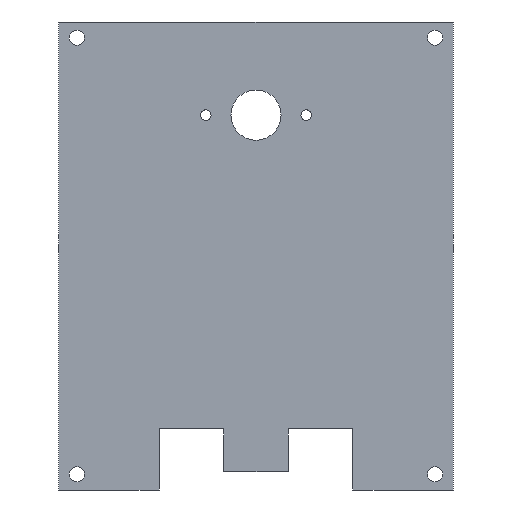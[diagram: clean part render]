
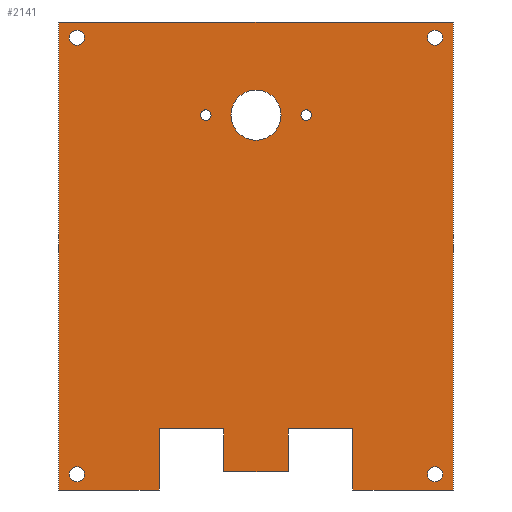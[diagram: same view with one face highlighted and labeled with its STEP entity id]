
A CAD part, left-side view. The second image highlights one B-rep face of the part: STEP entity #2141.
In plain terms, the highlighted planar face has unit normal (-1, 0, 0).
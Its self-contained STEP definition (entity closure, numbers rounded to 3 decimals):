
#18=FACE_BOUND('',#365,.T.);
#19=FACE_BOUND('',#366,.T.);
#20=FACE_BOUND('',#367,.T.);
#21=FACE_BOUND('',#368,.T.);
#22=FACE_BOUND('',#369,.T.);
#23=FACE_BOUND('',#370,.T.);
#24=FACE_BOUND('',#371,.T.);
#53=CIRCLE('',#2296,1.09);
#55=CIRCLE('',#2299,1.09);
#58=CIRCLE('',#2303,1.6);
#60=CIRCLE('',#2306,1.6);
#62=CIRCLE('',#2309,5.25);
#64=CIRCLE('',#2312,1.6);
#66=CIRCLE('',#2315,1.6);
#238=FACE_OUTER_BOUND('',#364,.T.);
#364=EDGE_LOOP('',(#1904,#1905,#1906,#1907,#1908,#1909,#1910,#1911,#1912,
#1913,#1914,#1915));
#365=EDGE_LOOP('',(#1916));
#366=EDGE_LOOP('',(#1917));
#367=EDGE_LOOP('',(#1918));
#368=EDGE_LOOP('',(#1919));
#369=EDGE_LOOP('',(#1920));
#370=EDGE_LOOP('',(#1921));
#371=EDGE_LOOP('',(#1922));
#591=LINE('',#3423,#846);
#595=LINE('',#3431,#850);
#598=LINE('',#3437,#853);
#601=LINE('',#3443,#856);
#604=LINE('',#3449,#859);
#607=LINE('',#3455,#862);
#610=LINE('',#3461,#865);
#613=LINE('',#3467,#868);
#616=LINE('',#3473,#871);
#619=LINE('',#3479,#874);
#622=LINE('',#3485,#877);
#625=LINE('',#3490,#880);
#846=VECTOR('',#2834,10.);
#850=VECTOR('',#2840,10.);
#853=VECTOR('',#2845,10.);
#856=VECTOR('',#2850,10.);
#859=VECTOR('',#2855,10.);
#862=VECTOR('',#2860,10.);
#865=VECTOR('',#2865,10.);
#868=VECTOR('',#2870,10.);
#871=VECTOR('',#2875,10.);
#874=VECTOR('',#2880,10.);
#877=VECTOR('',#2885,10.);
#880=VECTOR('',#2890,10.);
#1030=VERTEX_POINT('',#3379);
#1032=VERTEX_POINT('',#3385);
#1035=VERTEX_POINT('',#3393);
#1037=VERTEX_POINT('',#3399);
#1039=VERTEX_POINT('',#3405);
#1041=VERTEX_POINT('',#3411);
#1043=VERTEX_POINT('',#3417);
#1044=VERTEX_POINT('',#3421);
#1045=VERTEX_POINT('',#3422);
#1048=VERTEX_POINT('',#3430);
#1050=VERTEX_POINT('',#3436);
#1052=VERTEX_POINT('',#3442);
#1054=VERTEX_POINT('',#3448);
#1056=VERTEX_POINT('',#3454);
#1058=VERTEX_POINT('',#3460);
#1060=VERTEX_POINT('',#3466);
#1062=VERTEX_POINT('',#3472);
#1064=VERTEX_POINT('',#3478);
#1066=VERTEX_POINT('',#3484);
#1296=EDGE_CURVE('',#1030,#1030,#53,.T.);
#1299=EDGE_CURVE('',#1032,#1032,#55,.T.);
#1304=EDGE_CURVE('',#1035,#1035,#58,.T.);
#1307=EDGE_CURVE('',#1037,#1037,#60,.T.);
#1310=EDGE_CURVE('',#1039,#1039,#62,.T.);
#1313=EDGE_CURVE('',#1041,#1041,#64,.T.);
#1316=EDGE_CURVE('',#1043,#1043,#66,.T.);
#1317=EDGE_CURVE('',#1044,#1045,#591,.T.);
#1321=EDGE_CURVE('',#1045,#1048,#595,.T.);
#1324=EDGE_CURVE('',#1048,#1050,#598,.T.);
#1327=EDGE_CURVE('',#1050,#1052,#601,.T.);
#1330=EDGE_CURVE('',#1052,#1054,#604,.T.);
#1333=EDGE_CURVE('',#1054,#1056,#607,.T.);
#1336=EDGE_CURVE('',#1056,#1058,#610,.T.);
#1339=EDGE_CURVE('',#1060,#1058,#613,.T.);
#1342=EDGE_CURVE('',#1062,#1060,#616,.T.);
#1345=EDGE_CURVE('',#1064,#1062,#619,.T.);
#1348=EDGE_CURVE('',#1066,#1064,#622,.T.);
#1351=EDGE_CURVE('',#1044,#1066,#625,.T.);
#1904=ORIENTED_EDGE('',*,*,#1351,.F.);
#1905=ORIENTED_EDGE('',*,*,#1317,.T.);
#1906=ORIENTED_EDGE('',*,*,#1321,.T.);
#1907=ORIENTED_EDGE('',*,*,#1324,.T.);
#1908=ORIENTED_EDGE('',*,*,#1327,.T.);
#1909=ORIENTED_EDGE('',*,*,#1330,.T.);
#1910=ORIENTED_EDGE('',*,*,#1333,.T.);
#1911=ORIENTED_EDGE('',*,*,#1336,.T.);
#1912=ORIENTED_EDGE('',*,*,#1339,.F.);
#1913=ORIENTED_EDGE('',*,*,#1342,.F.);
#1914=ORIENTED_EDGE('',*,*,#1345,.F.);
#1915=ORIENTED_EDGE('',*,*,#1348,.F.);
#1916=ORIENTED_EDGE('',*,*,#1296,.T.);
#1917=ORIENTED_EDGE('',*,*,#1299,.T.);
#1918=ORIENTED_EDGE('',*,*,#1316,.F.);
#1919=ORIENTED_EDGE('',*,*,#1313,.F.);
#1920=ORIENTED_EDGE('',*,*,#1310,.F.);
#1921=ORIENTED_EDGE('',*,*,#1307,.F.);
#1922=ORIENTED_EDGE('',*,*,#1304,.F.);
#2022=PLANE('',#2329);
#2141=ADVANCED_FACE('',(#238,#18,#19,#20,#21,#22,#23,#24),#2022,.F.);
#2296=AXIS2_PLACEMENT_3D('',#3380,#2785,#2786);
#2299=AXIS2_PLACEMENT_3D('',#3386,#2792,#2793);
#2303=AXIS2_PLACEMENT_3D('',#3395,#2802,#2803);
#2306=AXIS2_PLACEMENT_3D('',#3401,#2809,#2810);
#2309=AXIS2_PLACEMENT_3D('',#3407,#2816,#2817);
#2312=AXIS2_PLACEMENT_3D('',#3413,#2823,#2824);
#2315=AXIS2_PLACEMENT_3D('',#3419,#2830,#2831);
#2329=AXIS2_PLACEMENT_3D('',#3493,#2894,#2895);
#2785=DIRECTION('center_axis',(1.,0.,0.));
#2786=DIRECTION('ref_axis',(0.,1.,0.));
#2792=DIRECTION('center_axis',(1.,0.,0.));
#2793=DIRECTION('ref_axis',(0.,1.,0.));
#2802=DIRECTION('center_axis',(-1.,0.,0.));
#2803=DIRECTION('ref_axis',(0.,1.,0.));
#2809=DIRECTION('center_axis',(-1.,0.,0.));
#2810=DIRECTION('ref_axis',(0.,1.,0.));
#2816=DIRECTION('center_axis',(-1.,0.,0.));
#2817=DIRECTION('ref_axis',(0.,1.,0.));
#2823=DIRECTION('center_axis',(-1.,0.,0.));
#2824=DIRECTION('ref_axis',(0.,1.,0.));
#2830=DIRECTION('center_axis',(-1.,0.,0.));
#2831=DIRECTION('ref_axis',(0.,1.,0.));
#2834=DIRECTION('',(0.,0.,1.));
#2840=DIRECTION('',(0.,-1.,0.));
#2845=DIRECTION('',(0.,0.,-1.));
#2850=DIRECTION('',(0.,-1.,0.));
#2855=DIRECTION('',(0.,0.,1.));
#2860=DIRECTION('',(0.,-1.,0.));
#2865=DIRECTION('',(0.,0.,-1.));
#2870=DIRECTION('',(0.,1.,0.));
#2875=DIRECTION('',(0.,0.,-1.));
#2880=DIRECTION('',(0.,-1.,0.));
#2885=DIRECTION('',(0.,0.,1.));
#2890=DIRECTION('',(0.,1.,0.));
#2894=DIRECTION('center_axis',(1.,0.,0.));
#2895=DIRECTION('ref_axis',(0.,1.,0.));
#3379=CARTESIAN_POINT('',(0.,50.71,78.5));
#3380=CARTESIAN_POINT('Origin',(0.,51.8,78.5));
#3385=CARTESIAN_POINT('',(0.,29.71,78.5));
#3386=CARTESIAN_POINT('Origin',(0.,30.8,78.5));
#3393=CARTESIAN_POINT('',(0.,77.2,94.7));
#3395=CARTESIAN_POINT('Origin',(0.,78.8,94.7));
#3399=CARTESIAN_POINT('',(0.,2.2,3.3));
#3401=CARTESIAN_POINT('Origin',(0.,3.8,3.3));
#3405=CARTESIAN_POINT('',(0.,36.05,78.5));
#3407=CARTESIAN_POINT('Origin',(0.,41.3,78.5));
#3411=CARTESIAN_POINT('',(0.,2.2,94.7));
#3413=CARTESIAN_POINT('Origin',(0.,3.8,94.7));
#3417=CARTESIAN_POINT('',(0.,77.2,3.3));
#3419=CARTESIAN_POINT('Origin',(0.,78.8,3.3));
#3421=CARTESIAN_POINT('',(0.,61.6,0.));
#3422=CARTESIAN_POINT('',(0.,61.6,12.8));
#3423=CARTESIAN_POINT('',(0.,61.6,0.));
#3430=CARTESIAN_POINT('',(0.,48.1,12.8));
#3431=CARTESIAN_POINT('',(0.,61.6,12.8));
#3436=CARTESIAN_POINT('',(0.,48.1,3.8));
#3437=CARTESIAN_POINT('',(0.,48.1,12.8));
#3442=CARTESIAN_POINT('',(0.,34.5,3.8));
#3443=CARTESIAN_POINT('',(0.,48.1,3.8));
#3448=CARTESIAN_POINT('',(0.,34.5,12.8));
#3449=CARTESIAN_POINT('',(0.,34.5,0.));
#3454=CARTESIAN_POINT('',(0.,21.,12.8));
#3455=CARTESIAN_POINT('',(0.,34.5,12.8));
#3460=CARTESIAN_POINT('',(0.,21.,0.));
#3461=CARTESIAN_POINT('',(0.,21.,12.8));
#3466=CARTESIAN_POINT('',(0.,0.,0.));
#3467=CARTESIAN_POINT('',(0.,0.,0.));
#3472=CARTESIAN_POINT('',(0.,0.,98.));
#3473=CARTESIAN_POINT('',(0.,0.,98.));
#3478=CARTESIAN_POINT('',(0.,82.6,98.));
#3479=CARTESIAN_POINT('',(0.,82.6,98.));
#3484=CARTESIAN_POINT('',(0.,82.6,0.));
#3485=CARTESIAN_POINT('',(0.,82.6,0.));
#3490=CARTESIAN_POINT('',(0.,0.,0.));
#3493=CARTESIAN_POINT('Origin',(0.,41.3,49.));
